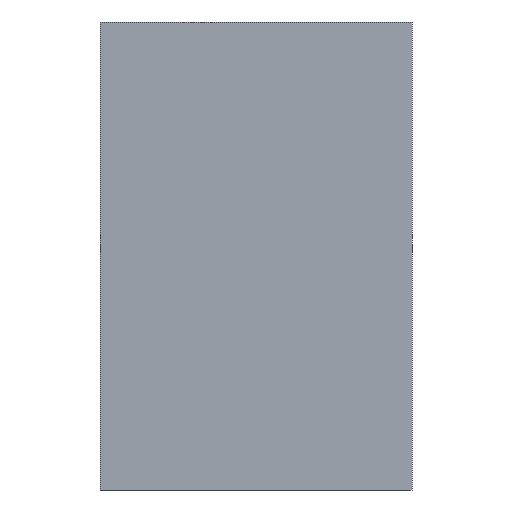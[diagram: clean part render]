
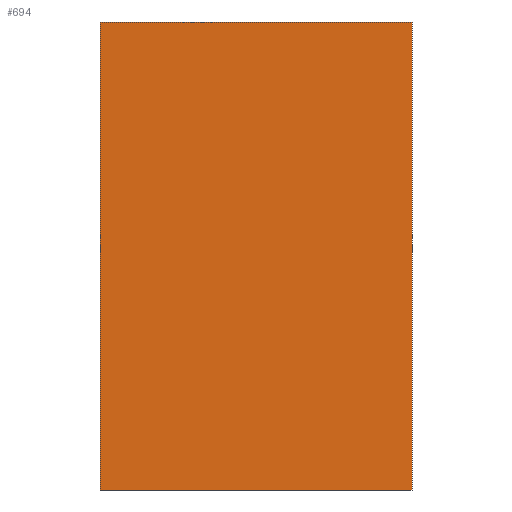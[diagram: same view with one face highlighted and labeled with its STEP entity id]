
A CAD part, front view. The second image highlights one B-rep face of the part: STEP entity #694.
In plain terms, the highlighted planar face has unit normal (0, -1, 0).
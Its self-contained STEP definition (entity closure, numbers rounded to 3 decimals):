
#60=LINE('',#1185,#114);
#64=LINE('',#1191,#118);
#65=LINE('',#1194,#119);
#66=LINE('',#1195,#120);
#114=VECTOR('',#1000,10.);
#118=VECTOR('',#1006,10.);
#119=VECTOR('',#1009,10.);
#120=VECTOR('',#1010,10.);
#163=FACE_OUTER_BOUND('',#207,.T.);
#207=EDGE_LOOP('',(#550,#551,#552,#553));
#290=VERTEX_POINT('',#1183);
#291=VERTEX_POINT('',#1184);
#292=VERTEX_POINT('',#1189);
#293=VERTEX_POINT('',#1193);
#376=EDGE_CURVE('',#290,#291,#60,.T.);
#380=EDGE_CURVE('',#291,#292,#64,.T.);
#381=EDGE_CURVE('',#292,#293,#65,.T.);
#382=EDGE_CURVE('',#290,#293,#66,.T.);
#550=ORIENTED_EDGE('',*,*,#381,.T.);
#551=ORIENTED_EDGE('',*,*,#382,.F.);
#552=ORIENTED_EDGE('',*,*,#376,.T.);
#553=ORIENTED_EDGE('',*,*,#380,.T.);
#605=PLANE('',#797);
#694=ADVANCED_FACE('',(#163),#605,.T.);
#797=AXIS2_PLACEMENT_3D('',#1192,#1007,#1008);
#1000=DIRECTION('',(1.,0.,0.));
#1006=DIRECTION('',(0.,0.,1.));
#1007=DIRECTION('center_axis',(0.,-1.,0.));
#1008=DIRECTION('ref_axis',(0.,0.,-1.));
#1009=DIRECTION('',(-1.,0.,0.));
#1010=DIRECTION('',(0.,0.,1.));
#1183=CARTESIAN_POINT('',(-10.,0.,-15.));
#1184=CARTESIAN_POINT('',(10.,0.,-15.));
#1185=CARTESIAN_POINT('',(-10.,0.,-15.));
#1189=CARTESIAN_POINT('',(10.,0.,15.));
#1191=CARTESIAN_POINT('',(10.,0.,0.));
#1192=CARTESIAN_POINT('Origin',(10.,0.,0.));
#1193=CARTESIAN_POINT('',(-10.,0.,15.));
#1194=CARTESIAN_POINT('',(-10.,0.,15.));
#1195=CARTESIAN_POINT('',(-10.,0.,0.));
